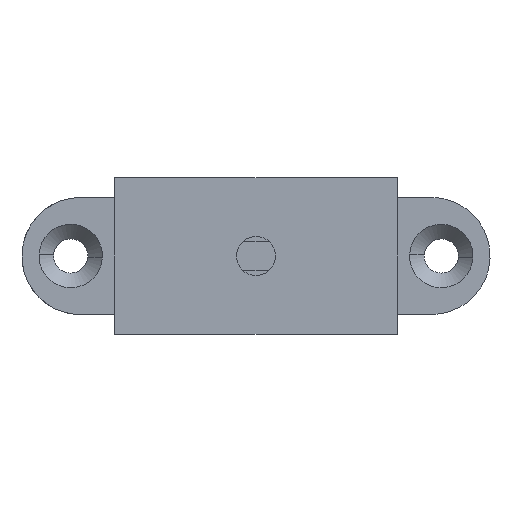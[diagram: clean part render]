
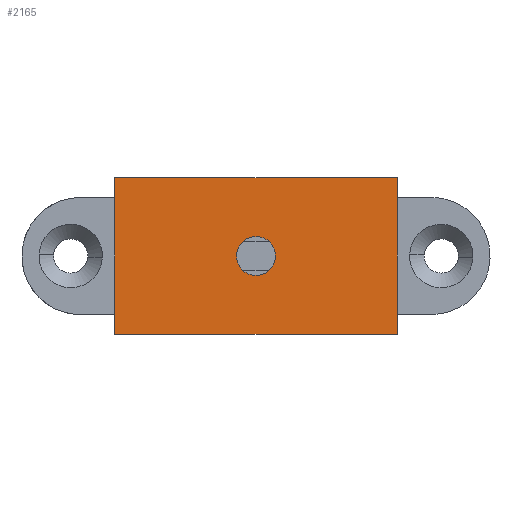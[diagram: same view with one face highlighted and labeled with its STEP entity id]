
A CAD part, front view. The second image highlights one B-rep face of the part: STEP entity #2165.
In plain terms, the highlighted free-form (B-spline) face has degree [1, 1] with [2, 2] control points.
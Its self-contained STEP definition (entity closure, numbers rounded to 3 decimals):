
#2019=CARTESIAN_POINT('',(1.996,-34.045,-0.122));
#2020=VERTEX_POINT('',#2019);
#2026=CARTESIAN_POINT('',(0.0,-34.045,2.));
#2027=VERTEX_POINT('',#2026);
#2028=CARTESIAN_POINT('',(1.996,-34.045,-0.122));
#2029=CARTESIAN_POINT('',(2.,-34.045,-0.061));
#2030=CARTESIAN_POINT('',(2.,-34.045,0.));
#2031=CARTESIAN_POINT('',(2.,-34.045,2.));
#2032=CARTESIAN_POINT('',(0.0,-34.045,2.));
#2040=(BOUNDED_CURVE()B_SPLINE_CURVE(2,(#2028,#2029,#2030,#2031,#2032),.UNSPECIFIED.,.F.,.U.)B_SPLINE_CURVE_WITH_KNOTS((3,2,3),(0.239,0.25,0.5),.UNSPECIFIED.)CURVE()GEOMETRIC_REPRESENTATION_ITEM()RATIONAL_B_SPLINE_CURVE((0.976,0.988,1.0,0.707,1.0))REPRESENTATION_ITEM(''));
#2041=EDGE_CURVE('',#2020,#2027,#2040,.T.);
#2043=CARTESIAN_POINT('',(-1.996,-34.045,0.122));
#2044=VERTEX_POINT('',#2043);
#2045=CARTESIAN_POINT('',(0.0,-34.045,2.));
#2046=CARTESIAN_POINT('',(-1.881,-34.045,2.));
#2047=CARTESIAN_POINT('',(-1.996,-34.045,0.122));
#2055=(BOUNDED_CURVE()B_SPLINE_CURVE(2,(#2045,#2046,#2047),.UNSPECIFIED.,.F.,.U.)B_SPLINE_CURVE_WITH_KNOTS((3,3),(0.5,0.739),.UNSPECIFIED.)CURVE()GEOMETRIC_REPRESENTATION_ITEM()RATIONAL_B_SPLINE_CURVE((1.0,0.72,0.976))REPRESENTATION_ITEM(''));
#2056=EDGE_CURVE('',#2027,#2044,#2055,.T.);
#2089=CARTESIAN_POINT('',(0.0,-34.045,-2.));
#2090=VERTEX_POINT('',#2089);
#2091=CARTESIAN_POINT('',(-1.996,-34.045,0.122));
#2092=CARTESIAN_POINT('',(-2.,-34.045,0.061));
#2093=CARTESIAN_POINT('',(-2.,-34.045,0.));
#2094=CARTESIAN_POINT('',(-2.,-34.045,-2.));
#2095=CARTESIAN_POINT('',(0.0,-34.045,-2.));
#2103=(BOUNDED_CURVE()B_SPLINE_CURVE(2,(#2091,#2092,#2093,#2094,#2095),.UNSPECIFIED.,.F.,.U.)B_SPLINE_CURVE_WITH_KNOTS((3,2,3),(0.739,0.75,1.0),.UNSPECIFIED.)CURVE()GEOMETRIC_REPRESENTATION_ITEM()RATIONAL_B_SPLINE_CURVE((0.976,0.988,1.0,0.707,1.0))REPRESENTATION_ITEM(''));
#2104=EDGE_CURVE('',#2044,#2090,#2103,.T.);
#2106=CARTESIAN_POINT('',(0.0,-34.045,-2.));
#2107=CARTESIAN_POINT('',(1.881,-34.045,-2.));
#2108=CARTESIAN_POINT('',(1.996,-34.045,-0.122));
#2116=(BOUNDED_CURVE()B_SPLINE_CURVE(2,(#2106,#2107,#2108),.UNSPECIFIED.,.F.,.U.)B_SPLINE_CURVE_WITH_KNOTS((3,3),(0.0,0.239),.UNSPECIFIED.)CURVE()GEOMETRIC_REPRESENTATION_ITEM()RATIONAL_B_SPLINE_CURVE((1.0,0.72,0.976))REPRESENTATION_ITEM(''));
#2117=EDGE_CURVE('',#2090,#2020,#2116,.T.);
#2124=CARTESIAN_POINT('',(-15.949,-34.045,8.799));
#2125=CARTESIAN_POINT('',(15.949,-34.045,8.799));
#2126=CARTESIAN_POINT('',(-15.949,-34.045,-8.799));
#2127=CARTESIAN_POINT('',(15.949,-34.045,-8.799));
#2128=B_SPLINE_SURFACE_WITH_KNOTS('',1,1,((#2124,#2126),(#2125,#2127)),.UNSPECIFIED.,.F.,.F.,.U.,(2,2),(2,2),(0.0,31.897),(0.0,17.598),.UNSPECIFIED.);
#2129=CARTESIAN_POINT('',(-14.5,-34.045,-8.0));
#2130=VERTEX_POINT('',#2129);
#2131=CARTESIAN_POINT('',(-14.5,-34.045,8.0));
#2132=VERTEX_POINT('',#2131);
#2133=CARTESIAN_POINT('',(-14.5,-34.045,-8.0));
#2134=CARTESIAN_POINT('',(-14.5,-34.045,8.0));
#2135=QUASI_UNIFORM_CURVE('',1,(#2133,#2134),.UNSPECIFIED.,.F.,.U.);
#2136=EDGE_CURVE('',#2130,#2132,#2135,.T.);
#2137=ORIENTED_EDGE('',*,*,#2136,.F.);
#2138=CARTESIAN_POINT('',(14.5,-34.045,-8.0));
#2139=VERTEX_POINT('',#2138);
#2140=CARTESIAN_POINT('',(14.5,-34.045,-8.0));
#2141=CARTESIAN_POINT('',(-14.5,-34.045,-8.0));
#2142=QUASI_UNIFORM_CURVE('',1,(#2140,#2141),.UNSPECIFIED.,.F.,.U.);
#2143=EDGE_CURVE('',#2139,#2130,#2142,.T.);
#2144=ORIENTED_EDGE('',*,*,#2143,.F.);
#2145=CARTESIAN_POINT('',(14.5,-34.045,8.0));
#2146=VERTEX_POINT('',#2145);
#2147=CARTESIAN_POINT('',(14.5,-34.045,8.0));
#2148=CARTESIAN_POINT('',(14.5,-34.045,-8.0));
#2149=QUASI_UNIFORM_CURVE('',1,(#2147,#2148),.UNSPECIFIED.,.F.,.U.);
#2150=EDGE_CURVE('',#2146,#2139,#2149,.T.);
#2151=ORIENTED_EDGE('',*,*,#2150,.F.);
#2152=CARTESIAN_POINT('',(-14.5,-34.045,8.0));
#2153=CARTESIAN_POINT('',(14.5,-34.045,8.0));
#2154=QUASI_UNIFORM_CURVE('',1,(#2152,#2153),.UNSPECIFIED.,.F.,.U.);
#2155=EDGE_CURVE('',#2132,#2146,#2154,.T.);
#2156=ORIENTED_EDGE('',*,*,#2155,.F.);
#2157=EDGE_LOOP('',(#2137,#2144,#2151,#2156));
#2158=FACE_OUTER_BOUND('',#2157,.T.);
#2159=ORIENTED_EDGE('',*,*,#2056,.F.);
#2160=ORIENTED_EDGE('',*,*,#2041,.F.);
#2161=ORIENTED_EDGE('',*,*,#2117,.F.);
#2162=ORIENTED_EDGE('',*,*,#2104,.F.);
#2163=EDGE_LOOP('',(#2159,#2160,#2161,#2162));
#2164=FACE_BOUND('',#2163,.T.);
#2165=ADVANCED_FACE('',(#2158,#2164),#2128,.F.);
